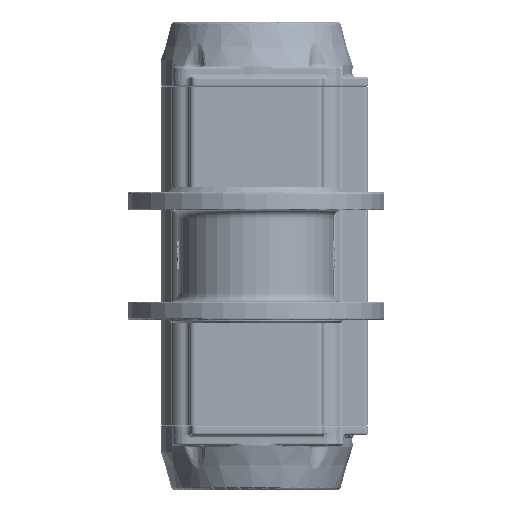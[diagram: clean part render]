
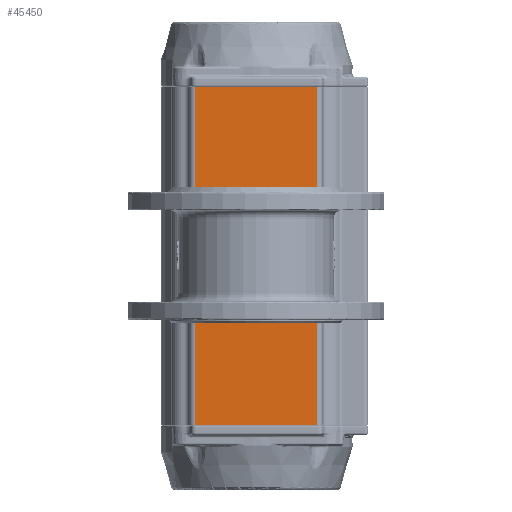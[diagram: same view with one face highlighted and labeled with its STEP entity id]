
A CAD part, front view. The second image highlights one B-rep face of the part: STEP entity #45450.
In plain terms, the highlighted planar face has unit normal (0, -1, 0).
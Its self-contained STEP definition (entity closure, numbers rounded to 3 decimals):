
#1654=CIRCLE('',#48849,3.324);
#1655=CIRCLE('',#48850,3.324);
#1656=CIRCLE('',#48851,3.324);
#1657=CIRCLE('',#48852,3.324);
#1658=CIRCLE('',#48853,4.188);
#1659=CIRCLE('',#48854,4.188);
#1660=CIRCLE('',#48855,4.188);
#1661=CIRCLE('',#48856,4.188);
#1662=CIRCLE('',#48857,27.481);
#4709=LINE('',#102213,#7310);
#4710=LINE('',#102215,#7311);
#4711=LINE('',#102217,#7312);
#4712=LINE('',#102219,#7313);
#7310=VECTOR('',#54638,1000.);
#7311=VECTOR('',#54641,1000.);
#7312=VECTOR('',#54642,1000.);
#7313=VECTOR('',#54643,1000.);
#12587=ORIENTED_EDGE('',*,*,#24965,.F.);
#12588=ORIENTED_EDGE('',*,*,#24964,.T.);
#12589=ORIENTED_EDGE('',*,*,#24966,.T.);
#12590=ORIENTED_EDGE('',*,*,#24967,.F.);
#12591=ORIENTED_EDGE('',*,*,#24968,.T.);
#12592=ORIENTED_EDGE('',*,*,#24969,.T.);
#12593=ORIENTED_EDGE('',*,*,#24970,.T.);
#12594=ORIENTED_EDGE('',*,*,#24971,.T.);
#12595=ORIENTED_EDGE('',*,*,#24972,.T.);
#12596=ORIENTED_EDGE('',*,*,#24973,.T.);
#12597=ORIENTED_EDGE('',*,*,#24974,.T.);
#12598=ORIENTED_EDGE('',*,*,#24975,.T.);
#12599=ORIENTED_EDGE('',*,*,#24976,.T.);
#24964=EDGE_CURVE('',#31400,#31401,#4709,.T.);
#24965=EDGE_CURVE('',#31400,#31402,#4710,.T.);
#24966=EDGE_CURVE('',#31401,#31403,#4711,.T.);
#24967=EDGE_CURVE('',#31402,#31403,#4712,.T.);
#24968=EDGE_CURVE('',#31404,#31404,#1654,.T.);
#24969=EDGE_CURVE('',#31405,#31405,#1655,.T.);
#24970=EDGE_CURVE('',#31406,#31406,#1656,.T.);
#24971=EDGE_CURVE('',#31407,#31407,#1657,.T.);
#24972=EDGE_CURVE('',#31408,#31408,#1658,.T.);
#24973=EDGE_CURVE('',#31409,#31409,#1659,.T.);
#24974=EDGE_CURVE('',#31410,#31410,#1660,.T.);
#24975=EDGE_CURVE('',#31411,#31411,#1661,.T.);
#24976=EDGE_CURVE('',#31412,#31412,#1662,.T.);
#31400=VERTEX_POINT('',#102210);
#31401=VERTEX_POINT('',#102212);
#31402=VERTEX_POINT('',#102216);
#31403=VERTEX_POINT('',#102218);
#31404=VERTEX_POINT('',#102221);
#31405=VERTEX_POINT('',#102223);
#31406=VERTEX_POINT('',#102225);
#31407=VERTEX_POINT('',#102227);
#31408=VERTEX_POINT('',#102229);
#31409=VERTEX_POINT('',#102231);
#31410=VERTEX_POINT('',#102233);
#31411=VERTEX_POINT('',#102235);
#31412=VERTEX_POINT('',#102237);
#37836=EDGE_LOOP('',(#12587,#12588,#12589,#12590));
#37837=EDGE_LOOP('',(#12591));
#37838=EDGE_LOOP('',(#12592));
#37839=EDGE_LOOP('',(#12593));
#37840=EDGE_LOOP('',(#12594));
#37841=EDGE_LOOP('',(#12595));
#37842=EDGE_LOOP('',(#12596));
#37843=EDGE_LOOP('',(#12597));
#37844=EDGE_LOOP('',(#12598));
#37845=EDGE_LOOP('',(#12599));
#41273=FACE_BOUND('',#37836,.T.);
#41274=FACE_BOUND('',#37837,.T.);
#41275=FACE_BOUND('',#37838,.T.);
#41276=FACE_BOUND('',#37839,.T.);
#41277=FACE_BOUND('',#37840,.T.);
#41278=FACE_BOUND('',#37841,.T.);
#41279=FACE_BOUND('',#37842,.T.);
#41280=FACE_BOUND('',#37843,.T.);
#41281=FACE_BOUND('',#37844,.T.);
#41282=FACE_BOUND('',#37845,.T.);
#44248=PLANE('',#48848);
#45450=ADVANCED_FACE('',(#41273,#41274,#41275,#41276,#41277,#41278,#41279,
#41280,#41281,#41282),#44248,.T.);
#48848=AXIS2_PLACEMENT_3D('',#102214,#54639,#54640);
#48849=AXIS2_PLACEMENT_3D('',#102220,#54644,#54645);
#48850=AXIS2_PLACEMENT_3D('',#102222,#54646,#54647);
#48851=AXIS2_PLACEMENT_3D('',#102224,#54648,#54649);
#48852=AXIS2_PLACEMENT_3D('',#102226,#54650,#54651);
#48853=AXIS2_PLACEMENT_3D('',#102228,#54652,#54653);
#48854=AXIS2_PLACEMENT_3D('',#102230,#54654,#54655);
#48855=AXIS2_PLACEMENT_3D('',#102232,#54656,#54657);
#48856=AXIS2_PLACEMENT_3D('',#102234,#54658,#54659);
#48857=AXIS2_PLACEMENT_3D('',#102236,#54660,#54661);
#54638=DIRECTION('',(0.,0.,-1.));
#54639=DIRECTION('',(0.,-1.,0.));
#54640=DIRECTION('',(1.,0.,0.));
#54641=DIRECTION('',(1.,0.,0.));
#54642=DIRECTION('',(1.,0.,0.));
#54643=DIRECTION('',(0.,0.,-1.));
#54644=DIRECTION('',(0.,1.,0.));
#54645=DIRECTION('',(1.,0.,0.));
#54646=DIRECTION('',(0.,1.,0.));
#54647=DIRECTION('',(1.,0.,0.));
#54648=DIRECTION('',(0.,1.,0.));
#54649=DIRECTION('',(1.,0.,0.));
#54650=DIRECTION('',(0.,1.,0.));
#54651=DIRECTION('',(1.,0.,0.));
#54652=DIRECTION('',(0.,1.,0.));
#54653=DIRECTION('',(1.,0.,0.));
#54654=DIRECTION('',(0.,1.,0.));
#54655=DIRECTION('',(1.,0.,0.));
#54656=DIRECTION('',(0.,1.,0.));
#54657=DIRECTION('',(1.,0.,0.));
#54658=DIRECTION('',(0.,1.,0.));
#54659=DIRECTION('',(1.,0.,0.));
#54660=DIRECTION('',(0.,1.,0.));
#54661=DIRECTION('',(1.,0.,0.));
#102210=CARTESIAN_POINT('',(-44.,-80.5,244.));
#102212=CARTESIAN_POINT('',(-44.,-80.5,0.));
#102213=CARTESIAN_POINT('',(-44.,-80.5,0.));
#102214=CARTESIAN_POINT('',(-44.,-80.5,0.));
#102215=CARTESIAN_POINT('',(8.442,-80.5,244.));
#102216=CARTESIAN_POINT('',(44.,-80.5,244.));
#102217=CARTESIAN_POINT('',(8.442,-80.5,0.));
#102218=CARTESIAN_POINT('',(44.,-80.5,0.));
#102219=CARTESIAN_POINT('',(44.,-80.5,0.));
#102220=CARTESIAN_POINT('',(24.749,-80.5,146.749));
#102221=CARTESIAN_POINT('',(28.072,-80.5,146.749));
#102222=CARTESIAN_POINT('',(-24.749,-80.5,146.749));
#102223=CARTESIAN_POINT('',(-21.425,-80.5,146.749));
#102224=CARTESIAN_POINT('',(-24.749,-80.5,97.251));
#102225=CARTESIAN_POINT('',(-21.425,-80.5,97.251));
#102226=CARTESIAN_POINT('',(24.749,-80.5,97.251));
#102227=CARTESIAN_POINT('',(28.072,-80.5,97.251));
#102228=CARTESIAN_POINT('',(36.062,-80.5,158.062));
#102229=CARTESIAN_POINT('',(40.25,-80.5,158.062));
#102230=CARTESIAN_POINT('',(-36.062,-80.5,158.062));
#102231=CARTESIAN_POINT('',(-31.874,-80.5,158.062));
#102232=CARTESIAN_POINT('',(-36.062,-80.5,85.938));
#102233=CARTESIAN_POINT('',(-31.874,-80.5,85.938));
#102234=CARTESIAN_POINT('',(36.062,-80.5,85.938));
#102235=CARTESIAN_POINT('',(40.25,-80.5,85.938));
#102236=CARTESIAN_POINT('',(0.,-80.5,122.));
#102237=CARTESIAN_POINT('',(27.481,-80.5,122.));
